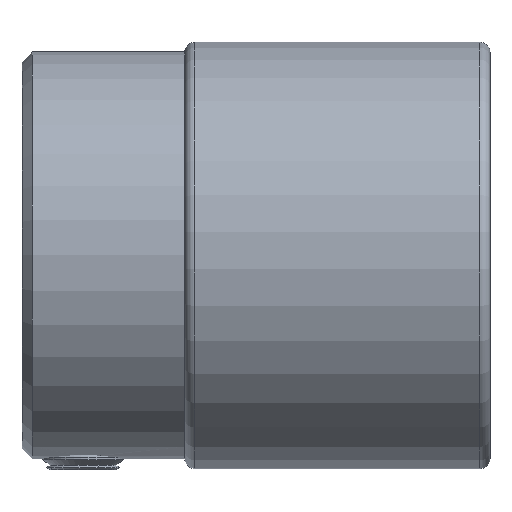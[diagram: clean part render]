
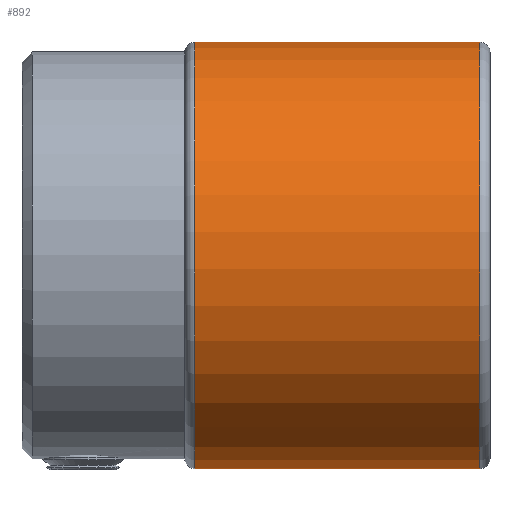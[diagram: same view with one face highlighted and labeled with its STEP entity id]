
A CAD part, left-side view. The second image highlights one B-rep face of the part: STEP entity #892.
In plain terms, the highlighted cylindrical face has radius 10.5 mm (diameter 21 mm), a partial arc.
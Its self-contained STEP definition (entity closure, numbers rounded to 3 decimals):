
#204 = EDGE_CURVE ( 'NONE', #1433, #2532, #2273, .T. ) ;
#247 = FACE_OUTER_BOUND ( 'NONE', #3482, .T. ) ;
#341 = CARTESIAN_POINT ( 'NONE',  ( 0., 15., 10.5 ) ) ;
#615 = LINE ( 'NONE', #2615, #3709 ) ;
#715 = VECTOR ( 'NONE', #2886, 1000. ) ;
#827 = DIRECTION ( 'NONE',  ( 0., 0., -1. ) ) ;
#892 = ADVANCED_FACE ( 'NONE', ( #247 ), #3375, .T. ) ;
#1003 = AXIS2_PLACEMENT_3D ( 'NONE', #2267, #1984, #827 ) ;
#1121 = DIRECTION ( 'NONE',  ( 0., 0., 1. ) ) ;
#1134 = CARTESIAN_POINT ( 'NONE',  ( 0., 0.5, 10.5 ) ) ;
#1153 = CIRCLE ( 'NONE', #2852, 10.5 ) ;
#1229 = CARTESIAN_POINT ( 'NONE',  ( 0., 0.5, 0. ) ) ;
#1256 = CARTESIAN_POINT ( 'NONE',  ( 0., 14.5, 10.5 ) ) ;
#1403 = DIRECTION ( 'NONE',  ( 0., -1., 0. ) ) ;
#1433 = VERTEX_POINT ( 'NONE', #2065 ) ;
#1513 = EDGE_CURVE ( 'NONE', #3018, #1433, #615, .T. ) ;
#1554 = DIRECTION ( 'NONE',  ( 0., 0., 1. ) ) ;
#1984 = DIRECTION ( 'NONE',  ( 0., -1., 0. ) ) ;
#2035 = ORIENTED_EDGE ( 'NONE', *, *, #3686, .F. ) ;
#2065 = CARTESIAN_POINT ( 'NONE',  ( 0., 0.5, -10.5 ) ) ;
#2107 = ORIENTED_EDGE ( 'NONE', *, *, #3583, .T. ) ;
#2113 = CARTESIAN_POINT ( 'NONE',  ( 0., 14.5, -10.5 ) ) ;
#2267 = CARTESIAN_POINT ( 'NONE',  ( 0., 15., 0. ) ) ;
#2273 = CIRCLE ( 'NONE', #2443, 10.5 ) ;
#2337 = DIRECTION ( 'NONE',  ( 0., -1., 0. ) ) ;
#2443 = AXIS2_PLACEMENT_3D ( 'NONE', #1229, #3571, #1554 ) ;
#2532 = VERTEX_POINT ( 'NONE', #1134 ) ;
#2615 = CARTESIAN_POINT ( 'NONE',  ( 0., 15., -10.5 ) ) ;
#2708 = ORIENTED_EDGE ( 'NONE', *, *, #1513, .T. ) ;
#2852 = AXIS2_PLACEMENT_3D ( 'NONE', #3706, #1403, #1121 ) ;
#2886 = DIRECTION ( 'NONE',  ( 0., -1., 0. ) ) ;
#3018 = VERTEX_POINT ( 'NONE', #2113 ) ;
#3098 = ORIENTED_EDGE ( 'NONE', *, *, #204, .T. ) ;
#3170 = VERTEX_POINT ( 'NONE', #1256 ) ;
#3375 = CYLINDRICAL_SURFACE ( 'NONE', #1003, 10.5 ) ;
#3482 = EDGE_LOOP ( 'NONE', ( #2035, #2107, #2708, #3098 ) ) ;
#3571 = DIRECTION ( 'NONE',  ( 0., 1., 0. ) ) ;
#3583 = EDGE_CURVE ( 'NONE', #3170, #3018, #1153, .T. ) ;
#3686 = EDGE_CURVE ( 'NONE', #3170, #2532, #3723, .T. ) ;
#3706 = CARTESIAN_POINT ( 'NONE',  ( 0., 14.5, 0. ) ) ;
#3709 = VECTOR ( 'NONE', #2337, 1000. ) ;
#3723 = LINE ( 'NONE', #341, #715 ) ;
